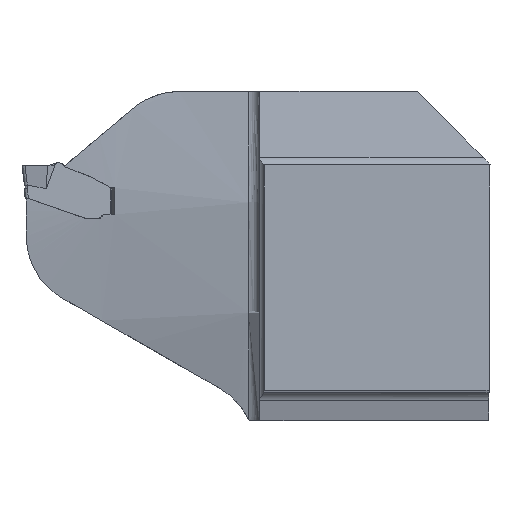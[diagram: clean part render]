
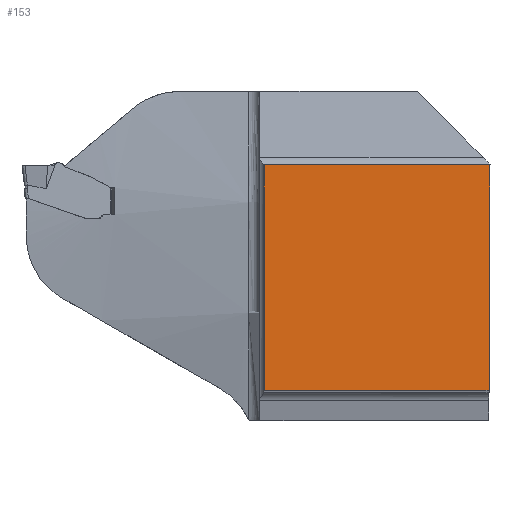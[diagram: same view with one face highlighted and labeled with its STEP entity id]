
A CAD part, top view. The second image highlights one B-rep face of the part: STEP entity #153.
In plain terms, the highlighted planar face has unit normal (0, 0, 1).
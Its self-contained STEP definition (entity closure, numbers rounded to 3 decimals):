
#117=PLANE('',#1282);
#153=ADVANCED_FACE('CU_BACK_SU1',(#232),#117,.F.);
#232=FACE_OUTER_BOUND('',#291,.T.);
#291=EDGE_LOOP('',(#630,#631,#632,#633));
#354=LINE('',#1873,#430);
#367=LINE('',#3122,#445);
#368=LINE('',#3124,#446);
#369=LINE('',#3126,#447);
#430=VECTOR('',#1407,1.);
#445=VECTOR('',#1438,1.);
#446=VECTOR('',#1439,1.);
#447=VECTOR('',#1440,1.);
#630=ORIENTED_EDGE('',*,*,#1030,.T.);
#631=ORIENTED_EDGE('',*,*,#1003,.F.);
#632=ORIENTED_EDGE('',*,*,#1031,.T.);
#633=ORIENTED_EDGE('',*,*,#1032,.T.);
#888=VERTEX_POINT('',#1872);
#889=VERTEX_POINT('',#1874);
#903=VERTEX_POINT('',#3123);
#904=VERTEX_POINT('',#3125);
#1003=EDGE_CURVE('',#888,#889,#354,.T.);
#1030=EDGE_CURVE('',#903,#889,#367,.T.);
#1031=EDGE_CURVE('',#888,#904,#368,.T.);
#1032=EDGE_CURVE('',#904,#903,#369,.T.);
#1282=AXIS2_PLACEMENT_3D('',#3127,#1441,#1442);
#1407=DIRECTION('',(-0.004,-1.,0.));
#1438=DIRECTION('',(1.,0.,0.));
#1439=DIRECTION('',(-1.,0.,0.));
#1440=DIRECTION('',(0.,-1.,0.));
#1441=DIRECTION('',(0.,0.,-1.));
#1442=DIRECTION('',(0.,-1.,0.));
#1872=CARTESIAN_POINT('',(0.,31.85,0.));
#1873=CARTESIAN_POINT('',(0.085,51.443,0.));
#1874=CARTESIAN_POINT('',(-0.139,0.,0.));
#3122=CARTESIAN_POINT('',(-93.118,0.,0.));
#3123=CARTESIAN_POINT('',(-31.85,0.,0.));
#3124=CARTESIAN_POINT('',(-93.118,31.85,0.));
#3125=CARTESIAN_POINT('',(-31.85,31.85,0.));
#3126=CARTESIAN_POINT('',(-31.85,51.85,0.));
#3127=CARTESIAN_POINT('',(-93.118,51.85,0.));
